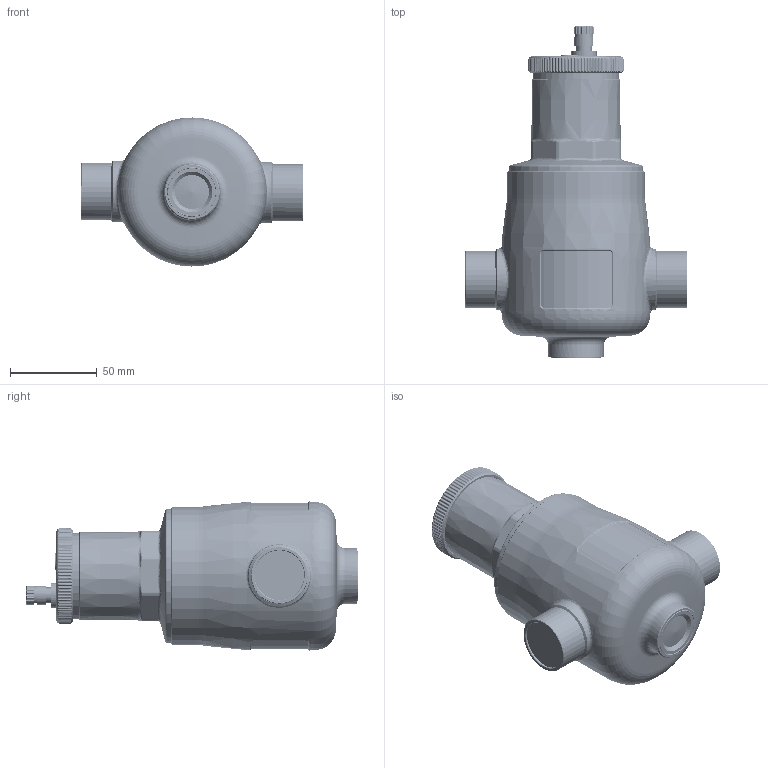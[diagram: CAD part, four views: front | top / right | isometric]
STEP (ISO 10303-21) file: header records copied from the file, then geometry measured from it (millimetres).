
FILE_DESCRIPTION(('CATIA V5 STEP Exchange','CAx-IF Rec.Pracs.--- Model Styling and Organization---1.5--- 2016-08-15','CAx-IF Rec.Pracs.---Supplemental Geometry---1.0---2011-11-01','CAx-IF Rec.Pracs.--- Composite Materials ---3.4---2017-06-13','CAx-IF Rec.Pracs.---Tessellated 3D Geometry---1.0---2015-12-17'),'2;1');
FILE_NAME('STEP_551028A_-_TST.stp','2023-06-13T14:51:44+00:00',('none'),('none'),'CATIA Version 5-6 Release 2020 SP5','CATIA V5 STEP AP242 v2','none');
FILE_SCHEMA(('AP242_MANAGED_MODEL_BASED_3D_ENGINEERING_MIM_LF {1 0 10303 442 1 1 4}'));
Length unit declared in the file: millimetre
Products named in the file (1): 551028A - TST
Bounding box: 128.24 x 191.3 x 85.9 mm (x, y, z)
Volume: 840737.4 mm3; surface area: 229423.1 mm2
Topology: 27 solids, 27 shells, 6474 faces, 22891 edges, 16236 vertices
Faces by surface type: plane 3434, bspline 1992, cylinder 730, torus 143, cone 141, sphere 30, revolution 4
Entity records: 260034 total; most frequent: CARTESIAN_POINT 111310, ORIENTED_EDGE 45738, EDGE_CURVE 22869, B_SPLINE_CURVE_WITH_KNOTS 17524, VERTEX_POINT 16236, DIRECTION 11003, EDGE_LOOP 7201, ADVANCED_FACE 6474
